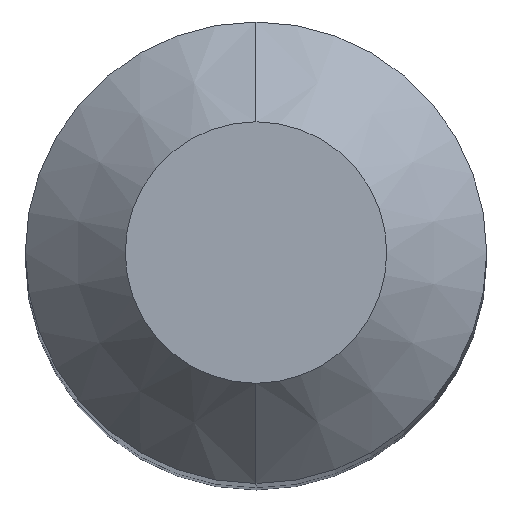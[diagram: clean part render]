
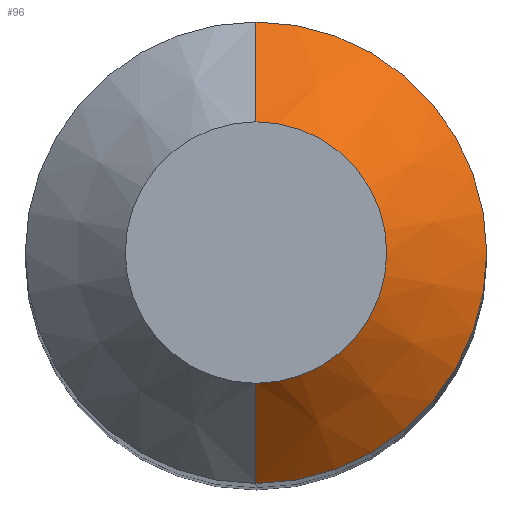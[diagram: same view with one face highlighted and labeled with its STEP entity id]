
A CAD part, top view. The second image highlights one B-rep face of the part: STEP entity #96.
In plain terms, the highlighted conical face has half-angle 45 degrees and reference radius 4.7 mm.
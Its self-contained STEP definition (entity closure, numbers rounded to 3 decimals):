
#96=ADVANCED_FACE('',(#177),#178,.T.);
#177=FACE_OUTER_BOUND('',#269,.T.);
#178=CONICAL_SURFACE('',#270,4.7,0.785);
#269=EDGE_LOOP('',(#358,#359,#360,#361));
#270=AXIS2_PLACEMENT_3D('',#362,#363,#364);
#358=ORIENTED_EDGE('',*,*,#444,.F.);
#359=ORIENTED_EDGE('',*,*,#445,.T.);
#360=ORIENTED_EDGE('',*,*,#446,.F.);
#361=ORIENTED_EDGE('',*,*,#440,.F.);
#362=CARTESIAN_POINT('',(0.,0.0,43.7));
#363=DIRECTION('',(0.,-0.0,-1.0));
#364=DIRECTION('',(0.0,1.0,0.0));
#440=EDGE_CURVE('',#494,#497,#498,.T.);
#444=EDGE_CURVE('',#503,#494,#504,.T.);
#445=EDGE_CURVE('',#503,#505,#506,.T.);
#446=EDGE_CURVE('',#497,#505,#507,.T.);
#494=VERTEX_POINT('',#548);
#497=VERTEX_POINT('',#552);
#498=CIRCLE('',#553,6.0);
#503=VERTEX_POINT('',#559);
#504=LINE('',#560,#561);
#505=VERTEX_POINT('',#562);
#506=CIRCLE('',#563,3.4);
#507=LINE('',#564,#565);
#548=CARTESIAN_POINT('',(0.,6.0,42.4));
#552=CARTESIAN_POINT('',(0.,-6.0,42.4));
#553=AXIS2_PLACEMENT_3D('',#598,#599,#600);
#559=CARTESIAN_POINT('',(0.,3.4,45.0));
#560=CARTESIAN_POINT('',(0.,4.7,43.7));
#561=VECTOR('',#605,1.0);
#562=CARTESIAN_POINT('',(0.,-3.4,45.0));
#563=AXIS2_PLACEMENT_3D('',#606,#607,#608);
#564=CARTESIAN_POINT('',(0.,-4.7,43.7));
#565=VECTOR('',#609,1.0);
#598=CARTESIAN_POINT('',(0.,0.0,42.4));
#599=DIRECTION('',(0.,0.0,-1.0));
#600=DIRECTION('',(0.0,1.0,0.0));
#605=DIRECTION('',(0.,0.707,-0.707));
#606=CARTESIAN_POINT('',(0.,0.0,45.0));
#607=DIRECTION('',(0.,0.0,-1.0));
#608=DIRECTION('',(0.0,1.0,0.0));
#609=DIRECTION('',(0.,0.707,0.707));
